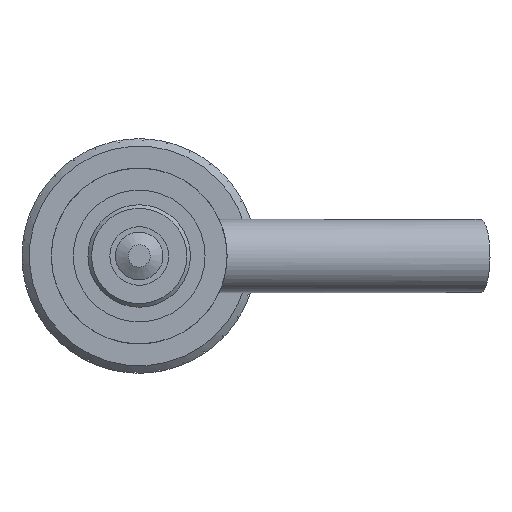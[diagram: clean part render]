
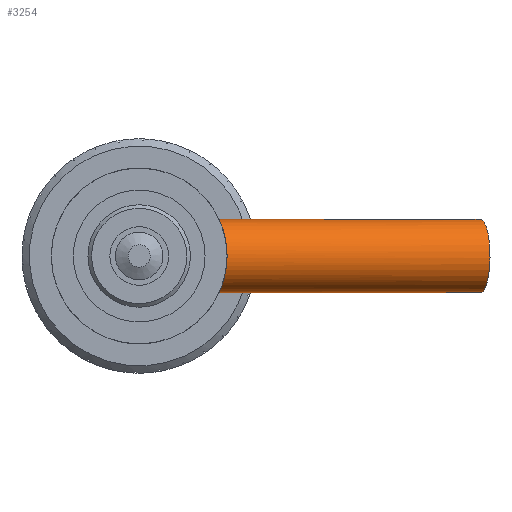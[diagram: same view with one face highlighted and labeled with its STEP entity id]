
A CAD part, left-side view. The second image highlights one B-rep face of the part: STEP entity #3254.
In plain terms, the highlighted cylindrical face has radius 5 mm (diameter 10 mm), a full revolution.
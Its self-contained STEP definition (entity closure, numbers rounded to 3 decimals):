
#622=B_SPLINE_CURVE_WITH_KNOTS('',3,(#4801,#4802,#4803,#4804,#4805,#4806,
#4807,#4808,#4809,#4810,#4811,#4812,#4813,#4814,#4815,#4816,#4817,#4818,
#4819,#4820,#4821,#4822,#4823,#4824,#4825,#4826,#4827,#4828,#4829,#4830,
#4831,#4832,#4833,#4834,#4835,#4836,#4837,#4838,#4839,#4840,#4841,#4842,
#4843,#4844,#4845,#4846,#4847,#4848,#4849,#4850,#4851,#4852,#4853,#4854,
#4855,#4856,#4857,#4858,#4859,#4860,#4861,#4862,#4863,#4864,#4865,#4866,
#4867,#4868,#4869,#4870,#4871,#4872,#4873,#4874,#4875,#4876,#4877,#4878,
#4879),.UNSPECIFIED.,.T.,.F.,(4,3,3,3,3,3,3,3,3,3,3,3,3,3,3,3,3,3,3,3,3,
3,3,3,3,3,4),(0.,0.179,0.308,0.408,
0.476,0.64,0.777,0.856,
1.021,1.123,1.183,1.383,1.505,
1.583,1.663,1.821,1.969,2.04,
2.207,2.313,2.397,2.563,2.689,
2.774,2.941,3.096,3.109),
 .UNSPECIFIED.);
#630=CYLINDRICAL_SURFACE('',#3458,5.);
#806=FACE_BOUND('',#1070,.T.);
#868=FACE_OUTER_BOUND('',#1069,.T.);
#1069=EDGE_LOOP('',(#2211));
#1070=EDGE_LOOP('',(#2212));
#1291=CIRCLE('',#3459,5.);
#1417=VERTEX_POINT('',#4798);
#1418=VERTEX_POINT('',#4800);
#1737=EDGE_CURVE('',#1417,#1417,#1291,.T.);
#1738=EDGE_CURVE('',#1418,#1418,#622,.T.);
#2211=ORIENTED_EDGE('',*,*,#1737,.T.);
#2212=ORIENTED_EDGE('',*,*,#1738,.F.);
#3254=ADVANCED_FACE('',(#868,#806),#630,.T.);
#3458=AXIS2_PLACEMENT_3D('',#4797,#3807,#3808);
#3459=AXIS2_PLACEMENT_3D('',#4799,#3809,#3810);
#3807=DIRECTION('center_axis',(-0.259,0.966,0.));
#3808=DIRECTION('ref_axis',(-0.771,-0.207,0.603));
#3809=DIRECTION('center_axis',(-0.259,0.966,0.));
#3810=DIRECTION('ref_axis',(-0.582,-0.156,-0.798));
#4797=CARTESIAN_POINT('Origin',(-3.842,-28.265,0.));
#4798=CARTESIAN_POINT('',(-2.778,-47.65,3.014));
#4799=CARTESIAN_POINT('Origin',(1.076,-46.617,0.));
#4800=CARTESIAN_POINT('',(-8.492,-10.907,5.));
#4801=CARTESIAN_POINT('Ctrl Pts',(-8.492,-10.907,5.));
#4802=CARTESIAN_POINT('Ctrl Pts',(-7.896,-10.907,5.));
#4803=CARTESIAN_POINT('Ctrl Pts',(-7.269,-10.956,4.897));
#4804=CARTESIAN_POINT('Ctrl Pts',(-6.675,-11.042,4.695));
#4805=CARTESIAN_POINT('Ctrl Pts',(-6.248,-11.104,4.549));
#4806=CARTESIAN_POINT('Ctrl Pts',(-5.836,-11.184,4.353));
#4807=CARTESIAN_POINT('Ctrl Pts',(-5.46,-11.27,4.119));
#4808=CARTESIAN_POINT('Ctrl Pts',(-5.168,-11.337,3.936));
#4809=CARTESIAN_POINT('Ctrl Pts',(-4.897,-11.407,3.73));
#4810=CARTESIAN_POINT('Ctrl Pts',(-4.654,-11.474,3.51));
#4811=CARTESIAN_POINT('Ctrl Pts',(-4.49,-11.519,3.361));
#4812=CARTESIAN_POINT('Ctrl Pts',(-4.333,-11.565,3.201));
#4813=CARTESIAN_POINT('Ctrl Pts',(-4.184,-11.611,3.027));
#4814=CARTESIAN_POINT('Ctrl Pts',(-3.82,-11.721,2.603));
#4815=CARTESIAN_POINT('Ctrl Pts',(-3.514,-11.825,2.103));
#4816=CARTESIAN_POINT('Ctrl Pts',(-3.312,-11.896,1.568));
#4817=CARTESIAN_POINT('Ctrl Pts',(-3.145,-11.954,1.123));
#4818=CARTESIAN_POINT('Ctrl Pts',(-3.049,-11.99,0.654));
#4819=CARTESIAN_POINT('Ctrl Pts',(-3.028,-11.997,0.196));
#4820=CARTESIAN_POINT('Ctrl Pts',(-3.016,-12.002,-0.07));
#4821=CARTESIAN_POINT('Ctrl Pts',(-3.028,-11.997,-0.334));
#4822=CARTESIAN_POINT('Ctrl Pts',(-3.065,-11.984,-0.601));
#4823=CARTESIAN_POINT('Ctrl Pts',(-3.143,-11.956,-1.162));
#4824=CARTESIAN_POINT('Ctrl Pts',(-3.335,-11.886,-1.72));
#4825=CARTESIAN_POINT('Ctrl Pts',(-3.619,-11.791,-2.222));
#4826=CARTESIAN_POINT('Ctrl Pts',(-3.793,-11.733,-2.531));
#4827=CARTESIAN_POINT('Ctrl Pts',(-4.,-11.666,-2.819));
#4828=CARTESIAN_POINT('Ctrl Pts',(-4.228,-11.597,-3.078));
#4829=CARTESIAN_POINT('Ctrl Pts',(-4.362,-11.557,-3.23));
#4830=CARTESIAN_POINT('Ctrl Pts',(-4.502,-11.516,-3.372));
#4831=CARTESIAN_POINT('Ctrl Pts',(-4.647,-11.476,-3.504));
#4832=CARTESIAN_POINT('Ctrl Pts',(-5.131,-11.342,-3.944));
#4833=CARTESIAN_POINT('Ctrl Pts',(-5.727,-11.197,-4.323));
#4834=CARTESIAN_POINT('Ctrl Pts',(-6.375,-11.089,-4.583));
#4835=CARTESIAN_POINT('Ctrl Pts',(-6.771,-11.023,-4.742));
#4836=CARTESIAN_POINT('Ctrl Pts',(-7.185,-10.971,-4.859));
#4837=CARTESIAN_POINT('Ctrl Pts',(-7.6,-10.941,-4.927));
#4838=CARTESIAN_POINT('Ctrl Pts',(-7.87,-10.921,-4.971));
#4839=CARTESIAN_POINT('Ctrl Pts',(-8.139,-10.91,-4.995));
#4840=CARTESIAN_POINT('Ctrl Pts',(-8.403,-10.908,-4.999));
#4841=CARTESIAN_POINT('Ctrl Pts',(-8.671,-10.906,-5.004));
#4842=CARTESIAN_POINT('Ctrl Pts',(-8.941,-10.913,-4.988));
#4843=CARTESIAN_POINT('Ctrl Pts',(-9.215,-10.93,-4.95));
#4844=CARTESIAN_POINT('Ctrl Pts',(-9.753,-10.964,-4.875));
#4845=CARTESIAN_POINT('Ctrl Pts',(-10.289,-11.04,-4.709));
#4846=CARTESIAN_POINT('Ctrl Pts',(-10.773,-11.14,-4.458));
#4847=CARTESIAN_POINT('Ctrl Pts',(-11.228,-11.234,-4.223));
#4848=CARTESIAN_POINT('Ctrl Pts',(-11.637,-11.349,-3.913));
#4849=CARTESIAN_POINT('Ctrl Pts',(-11.974,-11.457,-3.566));
#4850=CARTESIAN_POINT('Ctrl Pts',(-12.135,-11.508,-3.4));
#4851=CARTESIAN_POINT('Ctrl Pts',(-12.286,-11.561,-3.22));
#4852=CARTESIAN_POINT('Ctrl Pts',(-12.426,-11.611,-3.025));
#4853=CARTESIAN_POINT('Ctrl Pts',(-12.756,-11.731,-2.564));
#4854=CARTESIAN_POINT('Ctrl Pts',(-13.014,-11.84,-2.025));
#4855=CARTESIAN_POINT('Ctrl Pts',(-13.175,-11.91,-1.461));
#4856=CARTESIAN_POINT('Ctrl Pts',(-13.276,-11.953,-1.104));
#4857=CARTESIAN_POINT('Ctrl Pts',(-13.338,-11.982,-0.736));
#4858=CARTESIAN_POINT('Ctrl Pts',(-13.363,-11.993,-0.376));
#4859=CARTESIAN_POINT('Ctrl Pts',(-13.383,-12.002,-0.09));
#4860=CARTESIAN_POINT('Ctrl Pts',(-13.381,-12.001,0.188));
#4861=CARTESIAN_POINT('Ctrl Pts',(-13.356,-11.989,0.475));
#4862=CARTESIAN_POINT('Ctrl Pts',(-13.306,-11.967,1.041));
#4863=CARTESIAN_POINT('Ctrl Pts',(-13.161,-11.901,1.619));
#4864=CARTESIAN_POINT('Ctrl Pts',(-12.926,-11.805,2.148));
#4865=CARTESIAN_POINT('Ctrl Pts',(-12.749,-11.732,2.548));
#4866=CARTESIAN_POINT('Ctrl Pts',(-12.52,-11.643,2.921));
#4867=CARTESIAN_POINT('Ctrl Pts',(-12.257,-11.551,3.246));
#4868=CARTESIAN_POINT('Ctrl Pts',(-12.078,-11.489,3.467));
#4869=CARTESIAN_POINT('Ctrl Pts',(-11.887,-11.427,3.665));
#4870=CARTESIAN_POINT('Ctrl Pts',(-11.671,-11.364,3.851));
#4871=CARTESIAN_POINT('Ctrl Pts',(-11.248,-11.24,4.217));
#4872=CARTESIAN_POINT('Ctrl Pts',(-10.738,-11.118,4.517));
#4873=CARTESIAN_POINT('Ctrl Pts',(-10.189,-11.035,4.712));
#4874=CARTESIAN_POINT('Ctrl Pts',(-9.682,-10.958,4.893));
#4875=CARTESIAN_POINT('Ctrl Pts',(-9.141,-10.914,4.986));
#4876=CARTESIAN_POINT('Ctrl Pts',(-8.622,-10.908,4.998));
#4877=CARTESIAN_POINT('Ctrl Pts',(-8.578,-10.908,4.999));
#4878=CARTESIAN_POINT('Ctrl Pts',(-8.535,-10.907,5.));
#4879=CARTESIAN_POINT('Ctrl Pts',(-8.492,-10.907,5.));
